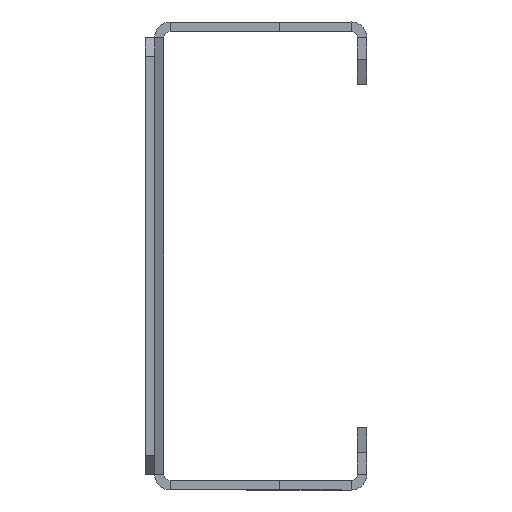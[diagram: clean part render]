
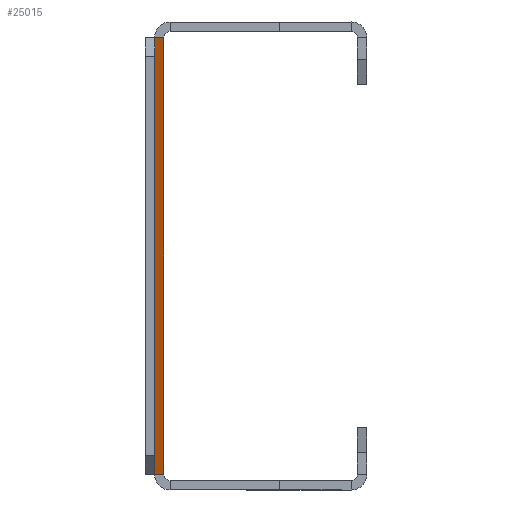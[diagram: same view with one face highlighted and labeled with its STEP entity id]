
A CAD part, left-side view. The second image highlights one B-rep face of the part: STEP entity #25015.
In plain terms, the highlighted planar face has unit normal (-0.225, -0.974, 0).
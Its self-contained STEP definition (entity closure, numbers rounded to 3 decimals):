
#1833 = ORIENTED_EDGE ( 'NONE', *, *, #36814, .F. ) ;
#2702 = AXIS2_PLACEMENT_3D ( 'NONE', #32806, #35432, #23439 ) ;
#3281 = CARTESIAN_POINT ( 'NONE',  ( -343.87, -1.436, 35. ) ) ;
#3886 = LINE ( 'NONE', #18677, #10971 ) ;
#6019 = VERTEX_POINT ( 'NONE', #6637 ) ;
#6637 = CARTESIAN_POINT ( 'NONE',  ( -343.87, -1.436, -35. ) ) ;
#7130 = PLANE ( 'NONE',  #2702 ) ;
#7522 = VERTEX_POINT ( 'NONE', #23258 ) ;
#8674 = EDGE_CURVE ( 'NONE', #6019, #21017, #25745, .T. ) ;
#10533 = DIRECTION ( 'NONE',  ( 0.974, -0.225, 0. ) ) ;
#10971 = VECTOR ( 'NONE', #15139, 1000. ) ;
#11672 = LINE ( 'NONE', #33613, #19107 ) ;
#12234 = CARTESIAN_POINT ( 'NONE',  ( -379.735, 6.844, 35. ) ) ;
#15139 = DIRECTION ( 'NONE',  ( 0., 0., 1. ) ) ;
#16923 = EDGE_CURVE ( 'NONE', #7522, #6019, #11672, .T. ) ;
#18601 = VECTOR ( 'NONE', #10533, 1000. ) ;
#18677 = CARTESIAN_POINT ( 'NONE',  ( -349.979, -0.026, 35. ) ) ;
#19107 = VECTOR ( 'NONE', #31161, 1000. ) ;
#19243 = ORIENTED_EDGE ( 'NONE', *, *, #31586, .F. ) ;
#21017 = VERTEX_POINT ( 'NONE', #31922 ) ;
#21830 = ORIENTED_EDGE ( 'NONE', *, *, #8674, .T. ) ;
#22549 = VECTOR ( 'NONE', #25395, 1000. ) ;
#23258 = CARTESIAN_POINT ( 'NONE',  ( -349.979, -0.026, -35. ) ) ;
#23439 = DIRECTION ( 'NONE',  ( -0.974, 0.225, 0. ) ) ;
#25015 = ADVANCED_FACE ( 'NONE', ( #29240 ), #7130, .F. ) ;
#25339 = ORIENTED_EDGE ( 'NONE', *, *, #16923, .T. ) ;
#25395 = DIRECTION ( 'NONE',  ( 0., 0., 1. ) ) ;
#25745 = LINE ( 'NONE', #3281, #22549 ) ;
#26171 = CARTESIAN_POINT ( 'NONE',  ( -349.979, -0.026, 35. ) ) ;
#29240 = FACE_OUTER_BOUND ( 'NONE', #36225, .T. ) ;
#29260 = LINE ( 'NONE', #12234, #18601 ) ;
#31161 = DIRECTION ( 'NONE',  ( 0.974, -0.225, 0. ) ) ;
#31586 = EDGE_CURVE ( 'NONE', #33679, #21017, #29260, .T. ) ;
#31922 = CARTESIAN_POINT ( 'NONE',  ( -343.87, -1.436, 35. ) ) ;
#32806 = CARTESIAN_POINT ( 'NONE',  ( -342.709, -1.704, 35. ) ) ;
#33613 = CARTESIAN_POINT ( 'NONE',  ( -379.735, 6.844, -35. ) ) ;
#33679 = VERTEX_POINT ( 'NONE', #26171 ) ;
#35432 = DIRECTION ( 'NONE',  ( 0.225, 0.974, 0. ) ) ;
#36225 = EDGE_LOOP ( 'NONE', ( #1833, #25339, #21830, #19243 ) ) ;
#36814 = EDGE_CURVE ( 'NONE', #7522, #33679, #3886, .T. ) ;
